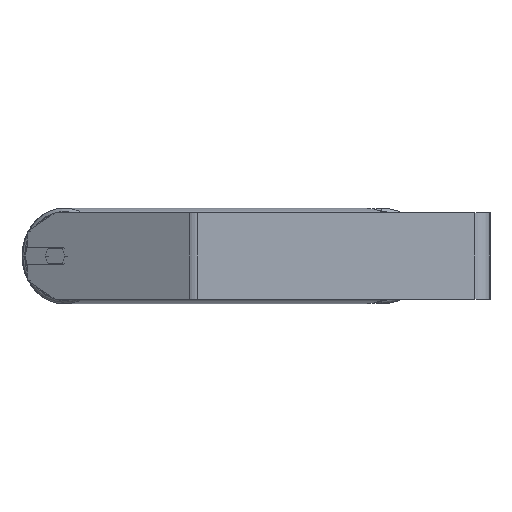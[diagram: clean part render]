
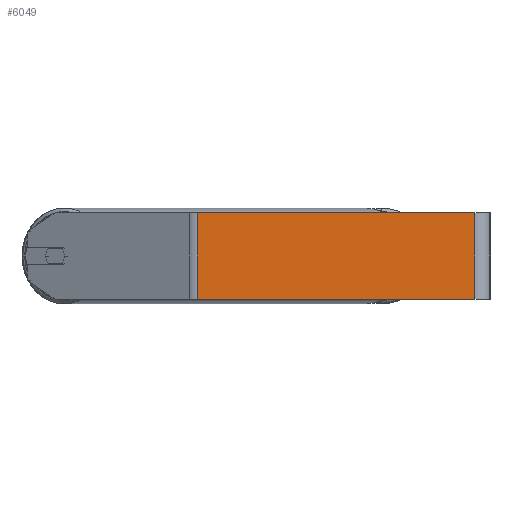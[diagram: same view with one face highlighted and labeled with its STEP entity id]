
A CAD part, left-side view. The second image highlights one B-rep face of the part: STEP entity #6049.
In plain terms, the highlighted planar face has unit normal (-1, 0, 0).
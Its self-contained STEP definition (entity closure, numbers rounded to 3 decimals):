
#237 = CARTESIAN_POINT ( 'NONE',  ( -900., 14., 40. ) ) ;
#858 = EDGE_CURVE ( 'NONE', #7757, #3588, #1986, .T. ) ;
#1074 = PLANE ( 'NONE',  #5000 ) ;
#1387 = DIRECTION ( 'NONE',  ( 0., -1., 0. ) ) ;
#1550 = VECTOR ( 'NONE', #7333, 1000. ) ;
#1563 = EDGE_CURVE ( 'NONE', #5704, #7757, #3966, .T. ) ;
#1638 = VECTOR ( 'NONE', #1387, 1000. ) ;
#1836 = CARTESIAN_POINT ( 'NONE',  ( -900., 271.75, -40. ) ) ;
#1986 = LINE ( 'NONE', #7219, #3820 ) ;
#2095 = ORIENTED_EDGE ( 'NONE', *, *, #7577, .T. ) ;
#2568 = VECTOR ( 'NONE', #6090, 1000. ) ;
#2595 = DIRECTION ( 'NONE',  ( 0., 0., -1. ) ) ;
#2700 = CARTESIAN_POINT ( 'NONE',  ( -900., 275.502, -40. ) ) ;
#3467 = EDGE_CURVE ( 'NONE', #5704, #6561, #5434, .T. ) ;
#3500 = ORIENTED_EDGE ( 'NONE', *, *, #3467, .T. ) ;
#3588 = VERTEX_POINT ( 'NONE', #8399 ) ;
#3735 = ORIENTED_EDGE ( 'NONE', *, *, #1563, .F. ) ;
#3820 = VECTOR ( 'NONE', #5265, 1000. ) ;
#3966 = LINE ( 'NONE', #8706, #1550 ) ;
#4100 = CARTESIAN_POINT ( 'NONE',  ( -900., 271.75, 40. ) ) ;
#4618 = CARTESIAN_POINT ( 'NONE',  ( -900., 271.75, 40. ) ) ;
#5000 = AXIS2_PLACEMENT_3D ( 'NONE', #6630, #5760, #2595 ) ;
#5265 = DIRECTION ( 'NONE',  ( 0., 0., -1. ) ) ;
#5434 = LINE ( 'NONE', #4100, #2568 ) ;
#5704 = VERTEX_POINT ( 'NONE', #4618 ) ;
#5760 = DIRECTION ( 'NONE',  ( 1., 0., 0. ) ) ;
#6049 = ADVANCED_FACE ( 'NONE', ( #7134 ), #1074, .F. ) ;
#6090 = DIRECTION ( 'NONE',  ( 0., 0., -1. ) ) ;
#6172 = ORIENTED_EDGE ( 'NONE', *, *, #858, .F. ) ;
#6561 = VERTEX_POINT ( 'NONE', #1836 ) ;
#6630 = CARTESIAN_POINT ( 'NONE',  ( -900., 275.502, 40. ) ) ;
#7134 = FACE_OUTER_BOUND ( 'NONE', #8176, .T. ) ;
#7219 = CARTESIAN_POINT ( 'NONE',  ( -900., 14., 40. ) ) ;
#7333 = DIRECTION ( 'NONE',  ( 0., -1., 0. ) ) ;
#7577 = EDGE_CURVE ( 'NONE', #6561, #3588, #8231, .T. ) ;
#7757 = VERTEX_POINT ( 'NONE', #237 ) ;
#8176 = EDGE_LOOP ( 'NONE', ( #2095, #6172, #3735, #3500 ) ) ;
#8231 = LINE ( 'NONE', #2700, #1638 ) ;
#8399 = CARTESIAN_POINT ( 'NONE',  ( -900., 14., -40. ) ) ;
#8706 = CARTESIAN_POINT ( 'NONE',  ( -900., 275.502, 40. ) ) ;
